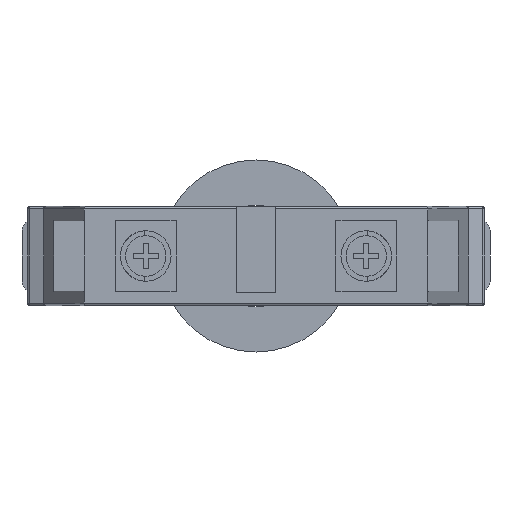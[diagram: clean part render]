
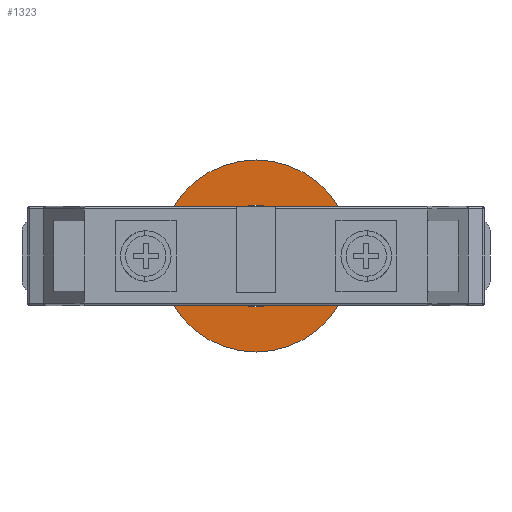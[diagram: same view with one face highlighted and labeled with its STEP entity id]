
A CAD part, front view. The second image highlights one B-rep face of the part: STEP entity #1323.
In plain terms, the highlighted planar face has unit normal (0, -1, 0).
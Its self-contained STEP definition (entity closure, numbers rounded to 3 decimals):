
#20 = AXIS2_PLACEMENT_3D ( 'NONE', #513, #5328, #1205 ) ;
#82 = ORIENTED_EDGE ( 'NONE', *, *, #8276, .T. ) ;
#85 = DIRECTION ( 'NONE',  ( 0., 0., 1. ) ) ;
#161 = CARTESIAN_POINT ( 'NONE',  ( 0., 22.8, -9.5 ) ) ;
#251 = EDGE_CURVE ( 'NONE', #3840, #385, #7159, .T. ) ;
#288 = VERTEX_POINT ( 'NONE', #5310 ) ;
#385 = VERTEX_POINT ( 'NONE', #1461 ) ;
#434 = ORIENTED_EDGE ( 'NONE', *, *, #4812, .F. ) ;
#513 = CARTESIAN_POINT ( 'NONE',  ( 0., 22.8, 0. ) ) ;
#926 = VERTEX_POINT ( 'NONE', #5626 ) ;
#981 = CIRCLE ( 'NONE', #1699, 9.5 ) ;
#1205 = DIRECTION ( 'NONE',  ( 0., 0., -1. ) ) ;
#1323 = ADVANCED_FACE ( 'NONE', ( #3393, #4989 ), #6936, .F. ) ;
#1407 = CIRCLE ( 'NONE', #4647, 5. ) ;
#1461 = CARTESIAN_POINT ( 'NONE',  ( 3.747, 22.8, 3.677 ) ) ;
#1484 = DIRECTION ( 'NONE',  ( 0., 1., 0. ) ) ;
#1518 = EDGE_CURVE ( 'NONE', #2784, #3840, #4425, .T. ) ;
#1522 = DIRECTION ( 'NONE',  ( 0., 1., 0. ) ) ;
#1543 = DIRECTION ( 'NONE',  ( 0., 1., 0. ) ) ;
#1599 = CIRCLE ( 'NONE', #2483, 5. ) ;
#1689 = ORIENTED_EDGE ( 'NONE', *, *, #6066, .T. ) ;
#1699 = AXIS2_PLACEMENT_3D ( 'NONE', #5651, #1543, #6344 ) ;
#1804 = CARTESIAN_POINT ( 'NONE',  ( 0., 22.8, 0. ) ) ;
#1819 = CARTESIAN_POINT ( 'NONE',  ( 0., 22.8, -5. ) ) ;
#2164 = VERTEX_POINT ( 'NONE', #6662 ) ;
#2378 = ORIENTED_EDGE ( 'NONE', *, *, #1518, .T. ) ;
#2456 = EDGE_CURVE ( 'NONE', #385, #8709, #3563, .T. ) ;
#2483 = AXIS2_PLACEMENT_3D ( 'NONE', #6934, #2818, #7633 ) ;
#2488 = DIRECTION ( 'NONE',  ( 0., 0., 1. ) ) ;
#2671 = CIRCLE ( 'NONE', #7947, 5. ) ;
#2674 = EDGE_LOOP ( 'NONE', ( #3194, #82, #4001, #3619, #434, #4324, #2998, #1689, #2378, #4603 ) ) ;
#2784 = VERTEX_POINT ( 'NONE', #7763 ) ;
#2818 = DIRECTION ( 'NONE',  ( 0., 1., 0. ) ) ;
#2823 = AXIS2_PLACEMENT_3D ( 'NONE', #5628, #1522, #6316 ) ;
#2919 = CIRCLE ( 'NONE', #8541, 5.25 ) ;
#2957 = CARTESIAN_POINT ( 'NONE',  ( 3.747, 22.8, -3.677 ) ) ;
#2998 = ORIENTED_EDGE ( 'NONE', *, *, #3252, .F. ) ;
#3095 = EDGE_CURVE ( 'NONE', #926, #7929, #2919, .T. ) ;
#3194 = ORIENTED_EDGE ( 'NONE', *, *, #2456, .T. ) ;
#3252 = EDGE_CURVE ( 'NONE', #2164, #926, #5065, .T. ) ;
#3254 = EDGE_CURVE ( 'NONE', #5776, #288, #1407, .T. ) ;
#3391 = CARTESIAN_POINT ( 'NONE',  ( 0., 22.8, 0. ) ) ;
#3393 = FACE_OUTER_BOUND ( 'NONE', #8349, .T. ) ;
#3496 = DIRECTION ( 'NONE',  ( 0., 1., 0. ) ) ;
#3563 = CIRCLE ( 'NONE', #20, 5.25 ) ;
#3619 = ORIENTED_EDGE ( 'NONE', *, *, #3254, .T. ) ;
#3632 = AXIS2_PLACEMENT_3D ( 'NONE', #1804, #6591, #2488 ) ;
#3840 = VERTEX_POINT ( 'NONE', #4986 ) ;
#4001 = ORIENTED_EDGE ( 'NONE', *, *, #6520, .T. ) ;
#4073 = DIRECTION ( 'NONE',  ( 0., 0., -1. ) ) ;
#4136 = CARTESIAN_POINT ( 'NONE',  ( 3.747, 22.8, -3.677 ) ) ;
#4203 = DIRECTION ( 'NONE',  ( 0., 1., 0. ) ) ;
#4324 = ORIENTED_EDGE ( 'NONE', *, *, #3095, .F. ) ;
#4425 = CIRCLE ( 'NONE', #3632, 5. ) ;
#4513 = LINE ( 'NONE', #7253, #7976 ) ;
#4551 = VECTOR ( 'NONE', #7078, 1000. ) ;
#4567 = DIRECTION ( 'NONE',  ( 0.707, 0., 0.707 ) ) ;
#4574 = ORIENTED_EDGE ( 'NONE', *, *, #8806, .F. ) ;
#4603 = ORIENTED_EDGE ( 'NONE', *, *, #251, .T. ) ;
#4639 = EDGE_CURVE ( 'NONE', #7250, #6109, #981, .T. ) ;
#4647 = AXIS2_PLACEMENT_3D ( 'NONE', #5600, #1484, #6278 ) ;
#4812 = EDGE_CURVE ( 'NONE', #7929, #288, #4513, .T. ) ;
#4986 = CARTESIAN_POINT ( 'NONE',  ( 3.571, 22.8, 3.5 ) ) ;
#4989 = FACE_BOUND ( 'NONE', #2674, .T. ) ;
#5065 = LINE ( 'NONE', #5569, #8531 ) ;
#5120 = ORIENTED_EDGE ( 'NONE', *, *, #4639, .F. ) ;
#5310 = CARTESIAN_POINT ( 'NONE',  ( -3.571, 22.8, -3.5 ) ) ;
#5316 = VECTOR ( 'NONE', #4567, 1000. ) ;
#5328 = DIRECTION ( 'NONE',  ( 0., 1., 0. ) ) ;
#5569 = CARTESIAN_POINT ( 'NONE',  ( -3.747, 22.8, 3.677 ) ) ;
#5600 = CARTESIAN_POINT ( 'NONE',  ( 0., 22.8, 0. ) ) ;
#5626 = CARTESIAN_POINT ( 'NONE',  ( -3.747, 22.8, 3.677 ) ) ;
#5628 = CARTESIAN_POINT ( 'NONE',  ( 0., 22.8, 0. ) ) ;
#5651 = CARTESIAN_POINT ( 'NONE',  ( 0., 22.8, 0. ) ) ;
#5776 = VERTEX_POINT ( 'NONE', #1819 ) ;
#6066 = EDGE_CURVE ( 'NONE', #2164, #2784, #2671, .T. ) ;
#6109 = VERTEX_POINT ( 'NONE', #8344 ) ;
#6272 = VERTEX_POINT ( 'NONE', #8532 ) ;
#6278 = DIRECTION ( 'NONE',  ( 0., 0., 1. ) ) ;
#6316 = DIRECTION ( 'NONE',  ( 0., 0., 1. ) ) ;
#6344 = DIRECTION ( 'NONE',  ( 0., 0., 1. ) ) ;
#6515 = CARTESIAN_POINT ( 'NONE',  ( -3.747, 22.8, -3.677 ) ) ;
#6520 = EDGE_CURVE ( 'NONE', #6272, #5776, #1599, .T. ) ;
#6591 = DIRECTION ( 'NONE',  ( 0., 1., 0. ) ) ;
#6662 = CARTESIAN_POINT ( 'NONE',  ( -3.571, 22.8, 3.5 ) ) ;
#6818 = CIRCLE ( 'NONE', #2823, 9.5 ) ;
#6934 = CARTESIAN_POINT ( 'NONE',  ( 0., 22.8, 0. ) ) ;
#6936 = PLANE ( 'NONE',  #8885 ) ;
#7078 = DIRECTION ( 'NONE',  ( -0.707, 0., 0.707 ) ) ;
#7159 = LINE ( 'NONE', #7339, #5316 ) ;
#7250 = VERTEX_POINT ( 'NONE', #161 ) ;
#7253 = CARTESIAN_POINT ( 'NONE',  ( -3.747, 22.8, -3.677 ) ) ;
#7339 = CARTESIAN_POINT ( 'NONE',  ( 3.747, 22.8, 3.677 ) ) ;
#7610 = CARTESIAN_POINT ( 'NONE',  ( 0., 22.8, 0. ) ) ;
#7633 = DIRECTION ( 'NONE',  ( 0., 0., 1. ) ) ;
#7763 = CARTESIAN_POINT ( 'NONE',  ( 0., 22.8, 5. ) ) ;
#7929 = VERTEX_POINT ( 'NONE', #6515 ) ;
#7937 = DIRECTION ( 'NONE',  ( 0.707, 0., 0.707 ) ) ;
#7947 = AXIS2_PLACEMENT_3D ( 'NONE', #7610, #3496, #8313 ) ;
#7976 = VECTOR ( 'NONE', #7937, 1000. ) ;
#8217 = DIRECTION ( 'NONE',  ( 0., -1., 0. ) ) ;
#8276 = EDGE_CURVE ( 'NONE', #8709, #6272, #8900, .T. ) ;
#8313 = DIRECTION ( 'NONE',  ( 0., 0., 1. ) ) ;
#8337 = CARTESIAN_POINT ( 'NONE',  ( 0., 22.8, 0. ) ) ;
#8344 = CARTESIAN_POINT ( 'NONE',  ( 0., 22.8, 9.5 ) ) ;
#8349 = EDGE_LOOP ( 'NONE', ( #5120, #4574 ) ) ;
#8357 = DIRECTION ( 'NONE',  ( -0.707, 0., 0.707 ) ) ;
#8531 = VECTOR ( 'NONE', #8357, 1000. ) ;
#8532 = CARTESIAN_POINT ( 'NONE',  ( 3.571, 22.8, -3.5 ) ) ;
#8541 = AXIS2_PLACEMENT_3D ( 'NONE', #3391, #8217, #4073 ) ;
#8709 = VERTEX_POINT ( 'NONE', #4136 ) ;
#8806 = EDGE_CURVE ( 'NONE', #6109, #7250, #6818, .T. ) ;
#8885 = AXIS2_PLACEMENT_3D ( 'NONE', #8337, #4203, #85 ) ;
#8900 = LINE ( 'NONE', #2957, #4551 ) ;
